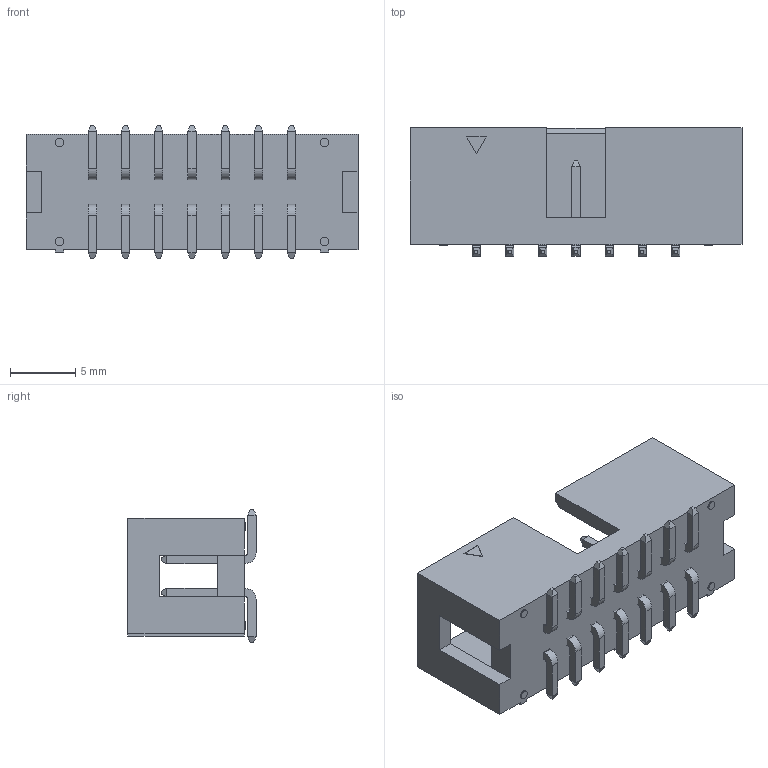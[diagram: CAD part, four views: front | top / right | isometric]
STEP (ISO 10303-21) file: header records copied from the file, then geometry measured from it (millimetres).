
FILE_DESCRIPTION(('FreeCAD Model'),'2;1');
FILE_NAME( 'test.step', '2020-06-20T13:59:11',('Author'),(''), 'Open CASCADE STEP processor 6.9','FreeCAD','Unknown');
FILE_SCHEMA(('AUTOMOTIVE_DESIGN { 1 0 10303 214 1 1 1 1 }'));
Length unit declared in the file: millimetre
Products named in the file (3): ASSEMBLY; _020_14_0300_xx; _020_14_0300_xx001
Assembly tree (2 placements, depth 2):
  ASSEMBLY
    _020_14_0300_xx
    _020_14_0300_xx001
Bounding box: 25.4 x 9.8 x 10.2 mm (x, y, z)
Surface area: 1768.5 mm2 (no closed solid volume)
Topology: 0 solids, 315 shells, 315 faces, 1464 edges, 1464 vertices
Faces by surface type: bspline 279, revolution 36
Entity records: 28745 total; most frequent: CARTESIAN_POINT 6201, DIRECTION 3078, LINE 2748, VECTOR 2748, ORIENTED_EDGE 1464, EDGE_CURVE 1464, VERTEX_POINT 1464, SURFACE_CURVE 1464
